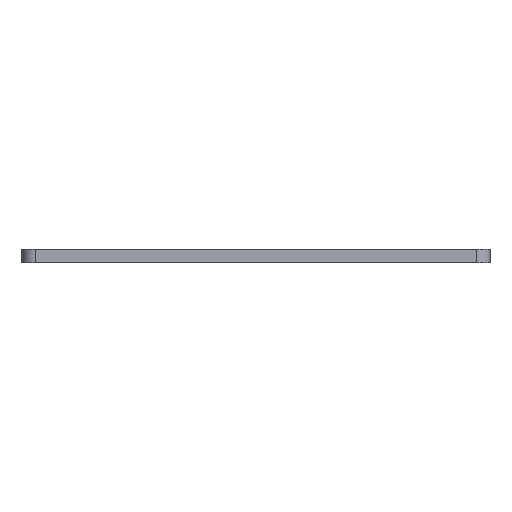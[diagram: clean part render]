
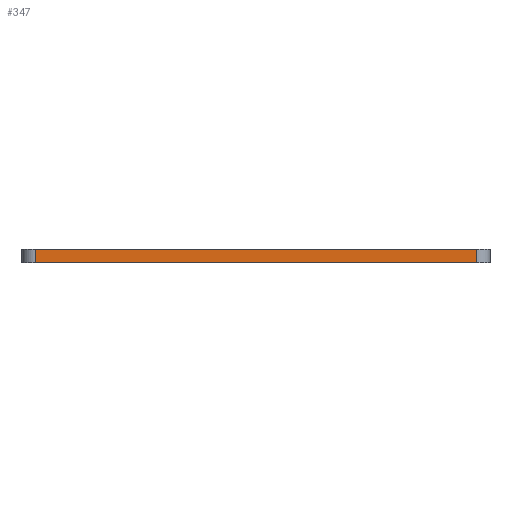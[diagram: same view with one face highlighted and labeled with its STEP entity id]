
A CAD part, left-side view. The second image highlights one B-rep face of the part: STEP entity #347.
In plain terms, the highlighted planar face has unit normal (-1, 0, 0).
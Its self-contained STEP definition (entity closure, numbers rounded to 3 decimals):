
#22 = LINE ( 'NONE', #165, #1259 ) ;
#52 = VERTEX_POINT ( 'NONE', #833 ) ;
#86 = ORIENTED_EDGE ( 'NONE', *, *, #1199, .F. ) ;
#165 = CARTESIAN_POINT ( 'NONE',  ( -47.5, -33., 2. ) ) ;
#347 = ADVANCED_FACE ( 'NONE', ( #578 ), #794, .F. ) ;
#358 = CARTESIAN_POINT ( 'NONE',  ( -47.5, 33., 2. ) ) ;
#383 = LINE ( 'NONE', #1448, #1513 ) ;
#402 = VERTEX_POINT ( 'NONE', #358 ) ;
#422 = ORIENTED_EDGE ( 'NONE', *, *, #570, .T. ) ;
#435 = DIRECTION ( 'NONE',  ( 0., -1., 0. ) ) ;
#502 = EDGE_CURVE ( 'NONE', #621, #52, #383, .T. ) ;
#523 = CARTESIAN_POINT ( 'NONE',  ( -47.5, 33., 0. ) ) ;
#570 = EDGE_CURVE ( 'NONE', #52, #1025, #22, .T. ) ;
#578 = FACE_OUTER_BOUND ( 'NONE', #1168, .T. ) ;
#621 = VERTEX_POINT ( 'NONE', #523 ) ;
#629 = ORIENTED_EDGE ( 'NONE', *, *, #868, .T. ) ;
#692 = DIRECTION ( 'NONE',  ( 1., 0., 0. ) ) ;
#697 = CARTESIAN_POINT ( 'NONE',  ( -47.5, 33., 0. ) ) ;
#724 = AXIS2_PLACEMENT_3D ( 'NONE', #1257, #692, #1401 ) ;
#756 = CARTESIAN_POINT ( 'NONE',  ( -47.5, -33., 2. ) ) ;
#784 = LINE ( 'NONE', #1166, #1288 ) ;
#794 = PLANE ( 'NONE',  #724 ) ;
#833 = CARTESIAN_POINT ( 'NONE',  ( -47.5, -33., 0. ) ) ;
#868 = EDGE_CURVE ( 'NONE', #402, #621, #934, .T. ) ;
#878 = VECTOR ( 'NONE', #1280, 1000. ) ;
#918 = ORIENTED_EDGE ( 'NONE', *, *, #502, .T. ) ;
#934 = LINE ( 'NONE', #697, #878 ) ;
#1025 = VERTEX_POINT ( 'NONE', #756 ) ;
#1166 = CARTESIAN_POINT ( 'NONE',  ( -47.5, 35., 2. ) ) ;
#1168 = EDGE_LOOP ( 'NONE', ( #86, #629, #918, #422 ) ) ;
#1199 = EDGE_CURVE ( 'NONE', #402, #1025, #784, .T. ) ;
#1201 = DIRECTION ( 'NONE',  ( 0., -1., 0. ) ) ;
#1257 = CARTESIAN_POINT ( 'NONE',  ( -47.5, 35., 2. ) ) ;
#1259 = VECTOR ( 'NONE', #1424, 1000. ) ;
#1280 = DIRECTION ( 'NONE',  ( 0., 0., -1. ) ) ;
#1288 = VECTOR ( 'NONE', #435, 1000. ) ;
#1401 = DIRECTION ( 'NONE',  ( 0., 1., 0. ) ) ;
#1424 = DIRECTION ( 'NONE',  ( 0., 0., 1. ) ) ;
#1448 = CARTESIAN_POINT ( 'NONE',  ( -47.5, 35., 0. ) ) ;
#1513 = VECTOR ( 'NONE', #1201, 1000. ) ;
